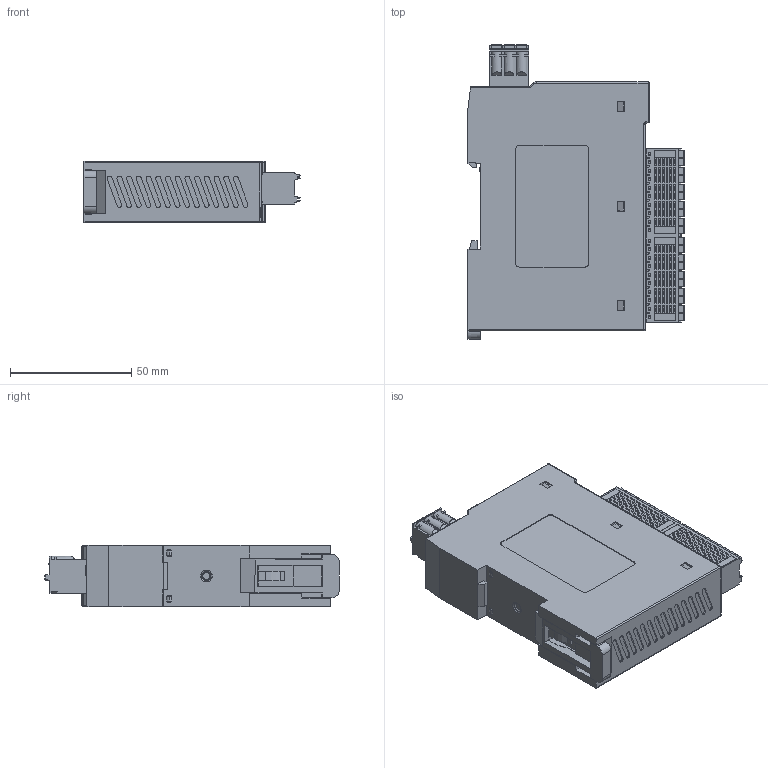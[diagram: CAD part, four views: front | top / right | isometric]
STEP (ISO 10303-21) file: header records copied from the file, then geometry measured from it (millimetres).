
FILE_DESCRIPTION(/* description */ (''),/* implementation_level */ '2;1');
FILE_NAME(/* name */ '',/* time_stamp */ '2024-04-01T10:41:24+08:00',/* author */ (''),/* organization */ (''),/* preprocessor_version */ 'ST-DEVELOPER v14',/* originating_system */ 'SIEMENS PLM Software NX 8.0',/* authorisation */ '');
FILE_SCHEMA (('AP203_CONFIGURATION_CONTROLLED_3D_DESIGN_OF_MECHANICAL_PARTS_AND_ASSEMBLIES_MIM_LF { 1 0 10303 403 2 1 2}'));
Products named in the file (1): DELL502C07A78qfn
Bounding box: 88.98 x 121.32 x 25.2 mm (x, y, z)
Volume: 190089.1 mm3; surface area: 47716.4 mm2
Topology: 1 solids, 81 shells, 6010 faces, 16135 edges, 10705 vertices
Faces by surface type: plane 4436, cylinder 1270, bspline 170, extrusion 104, torus 14, cone 10, sphere 6
Full cylindrical faces by diameter (mm): 3.05 x40, 4 x4, 9.6 x1, 10 x1
Entity records: 200137 total; most frequent: CARTESIAN_POINT 49732, ORIENTED_EDGE 32082, DIRECTION 29327, EDGE_CURVE 16041, VECTOR 12529, LINE 12425, VERTEX_POINT 10670, AXIS2_PLACEMENT_3D 8399
